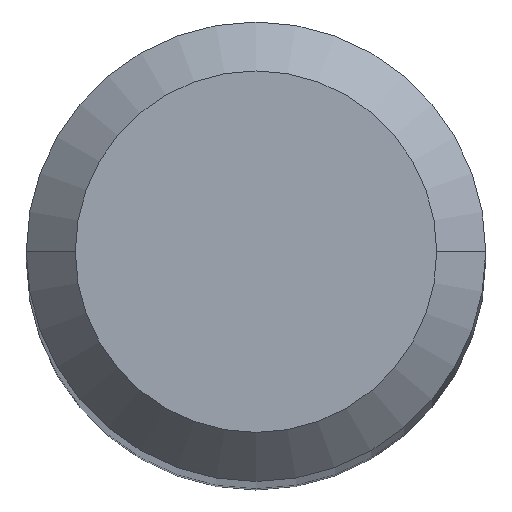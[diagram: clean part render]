
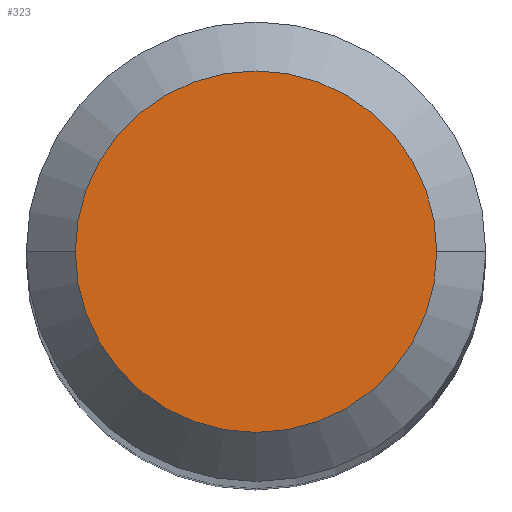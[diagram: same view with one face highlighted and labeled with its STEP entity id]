
A CAD part, top view. The second image highlights one B-rep face of the part: STEP entity #323.
In plain terms, the highlighted planar face has unit normal (0, 0, 1).
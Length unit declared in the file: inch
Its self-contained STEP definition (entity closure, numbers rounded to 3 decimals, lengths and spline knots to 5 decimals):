
#7 = EDGE_CURVE ( 'NONE', #216, #362, #335, .T. ) ;
#26 = DIRECTION ( 'NONE',  ( 0., 0., 1. ) ) ;
#34 = DIRECTION ( 'NONE',  ( 0., 0., 1. ) ) ;
#43 = CARTESIAN_POINT ( 'NONE',  ( 0., 0.07375, 0. ) ) ;
#44 = EDGE_CURVE ( 'NONE', #362, #216, #181, .T. ) ;
#45 = PLANE ( 'NONE',  #119 ) ;
#48 = DIRECTION ( 'NONE',  ( -1., 0., 0. ) ) ;
#115 = ORIENTED_EDGE ( 'NONE', *, *, #7, .T. ) ;
#119 = AXIS2_PLACEMENT_3D ( 'NONE', #43, #301, #48 ) ;
#134 = AXIS2_PLACEMENT_3D ( 'NONE', #306, #26, #202 ) ;
#150 = CARTESIAN_POINT ( 'NONE',  ( 0., 0., 0. ) ) ;
#156 = FACE_OUTER_BOUND ( 'NONE', #241, .T. ) ;
#181 = CIRCLE ( 'NONE', #217, 0.07375 ) ;
#202 = DIRECTION ( 'NONE',  ( 1., 0., 0. ) ) ;
#216 = VERTEX_POINT ( 'NONE', #353 ) ;
#217 = AXIS2_PLACEMENT_3D ( 'NONE', #150, #34, #296 ) ;
#241 = EDGE_LOOP ( 'NONE', ( #313, #115 ) ) ;
#268 = CARTESIAN_POINT ( 'NONE',  ( -0.07375, 0., 0. ) ) ;
#296 = DIRECTION ( 'NONE',  ( 1., 0., 0. ) ) ;
#301 = DIRECTION ( 'NONE',  ( 0., 0., -1. ) ) ;
#306 = CARTESIAN_POINT ( 'NONE',  ( 0., 0., 0. ) ) ;
#313 = ORIENTED_EDGE ( 'NONE', *, *, #44, .T. ) ;
#323 = ADVANCED_FACE ( 'NONE', ( #156 ), #45, .F. ) ;
#335 = CIRCLE ( 'NONE', #134, 0.07375 ) ;
#353 = CARTESIAN_POINT ( 'NONE',  ( 0.07375, 0., 0. ) ) ;
#362 = VERTEX_POINT ( 'NONE', #268 ) ;
